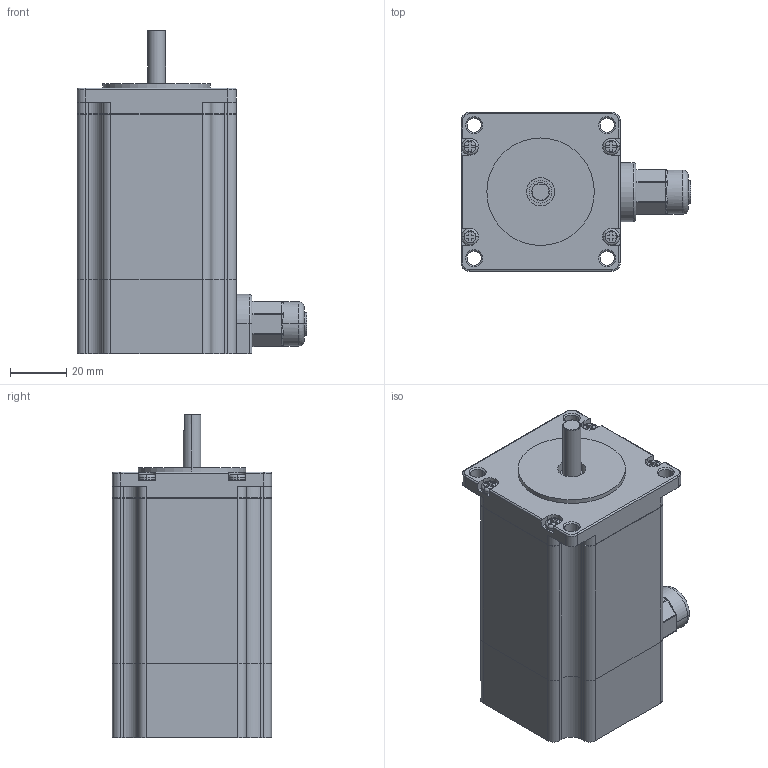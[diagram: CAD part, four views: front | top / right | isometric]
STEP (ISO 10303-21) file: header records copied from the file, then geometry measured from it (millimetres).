
FILE_DESCRIPTION((''),'2;1');
FILE_NAME('MT23HE31042M4P1_ASM','2015-08-05T',('Davide Spelta'),(''),'PRO/ENGINEER BY PARAMETRIC TECHNOLOGY CORPORATION, 2006320','PRO/ENGINEER BY PARAMETRIC TECHNOLOGY CORPORATION, 2006320','');
FILE_SCHEMA(('AUTOMOTIVE_DESIGN_CC2 { 1 2 10303 214 -1 1 5 2 }'));
Length unit declared in the file: millimetre
Products named in the file (6): MT23HE_FLANGIA_FRONT_H9E2_FOR5; MT23HE31_STACK_H58E5; TCC_M3X25; MT23HE_ALBERO_ANT_SPIANO_H6; SCATOLA_IP65; MT23HE31042M4P1_ASM
Assembly tree (8 placements, depth 2):
  MT23HE31042M4P1_ASM
    MT23HE_FLANGIA_FRONT_H9E2_FOR5
    MT23HE31_STACK_H58E5
    TCC_M3X25  x4
    MT23HE_ALBERO_ANT_SPIANO_H6
    SCATOLA_IP65
Bounding box: 81.5 x 56.4 x 114.8 mm (x, y, z)
Volume: 277291.5 mm3; surface area: 43794 mm2
Topology: 8 solids, 8 shells, 348 faces, 872 edges, 548 vertices
Faces by surface type: plane 157, cylinder 123, cone 28, torus 24, sphere 16
Entity records: 9922 total; most frequent: DIRECTION 1508, CARTESIAN_POINT 1470, ORIENTED_EDGE 1360, EDGE_CURVE 680, AXIS2_PLACEMENT_3D 563, PRESENTATION_STYLE_ASSIGNMENT 524, STYLED_ITEM 523, CURVE_STYLE 520
